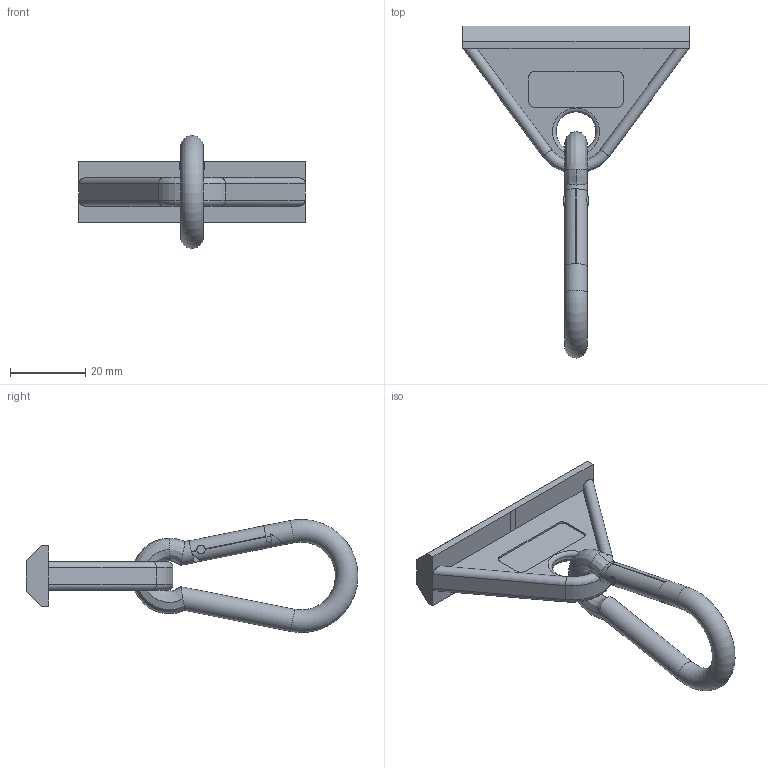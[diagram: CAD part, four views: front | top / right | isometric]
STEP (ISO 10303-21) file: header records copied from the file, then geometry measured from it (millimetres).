
FILE_DESCRIPTION((''),'2;1');
FILE_NAME('AR3093.stp','2018-01-12T15:10:44',('Konstruktor II'),(''),'Autodesk Inventor 2013','Autodesk Inventor 2013','');
FILE_SCHEMA(('AUTOMOTIVE_DESIGN { 1 0 10303 214 1 1 1 1 }'));
Length unit declared in the file: millimetre
Products named in the file (3): AR3093; AR3459; AR3460
Assembly tree (2 placements, depth 2):
  AR3093
    AR3459
    AR3460
Bounding box: 60 x 88 x 29.99 mm (x, y, z)
Volume: 12492.8 mm3; surface area: 7928.9 mm2
Topology: 2 solids, 2 shells, 101 faces, 264 edges, 168 vertices
Faces by surface type: plane 66, cylinder 26, torus 5, bspline 4
Full cylindrical faces by diameter (mm): 2.2 x2, 6 x3, 10.5 x1
Entity records: 3668 total; most frequent: CARTESIAN_POINT 1096, DIRECTION 536, ORIENTED_EDGE 502, EDGE_CURVE 251, AXIS2_PLACEMENT_3D 197, VERTEX_POINT 165, VECTOR 142, LINE 142
